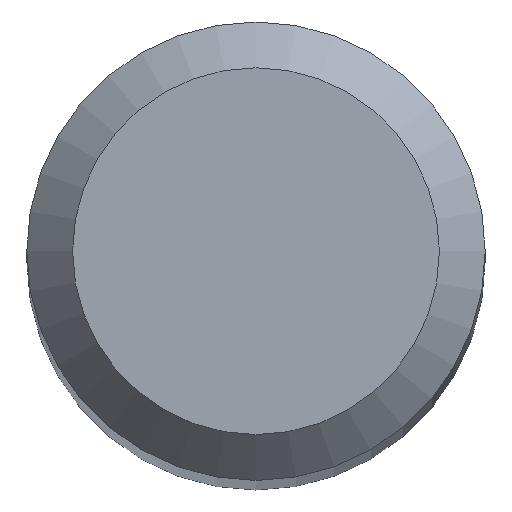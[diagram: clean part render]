
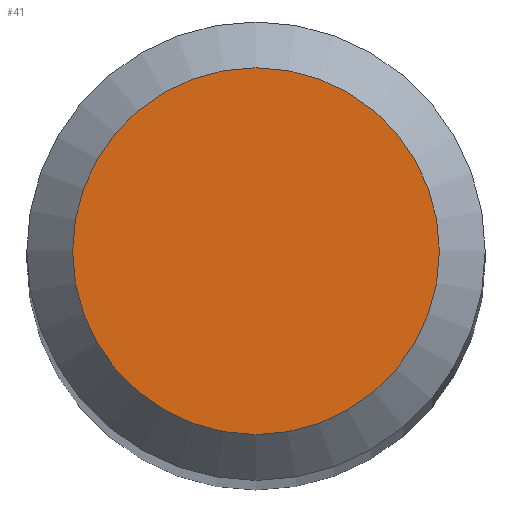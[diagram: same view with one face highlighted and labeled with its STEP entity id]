
A CAD part, top view. The second image highlights one B-rep face of the part: STEP entity #41.
In plain terms, the highlighted planar face has unit normal (0, 0, 1).
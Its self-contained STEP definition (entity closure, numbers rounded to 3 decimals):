
#16 = DIRECTION ( 'NONE',  ( -1., 0., 0. ) ) ;
#30 = CARTESIAN_POINT ( 'NONE',  ( 0., 0., 0. ) ) ;
#31 = VERTEX_POINT ( 'NONE', #102 ) ;
#37 = AXIS2_PLACEMENT_3D ( 'NONE', #30, #183, #55 ) ;
#41 = ADVANCED_FACE ( 'NONE', ( #52 ), #151, .F. ) ;
#52 = FACE_OUTER_BOUND ( 'NONE', #156, .T. ) ;
#55 = DIRECTION ( 'NONE',  ( -1., 0., 0. ) ) ;
#57 = CIRCLE ( 'NONE', #161, 1.6 ) ;
#58 = DIRECTION ( 'NONE',  ( 0., 0., -1. ) ) ;
#84 = EDGE_CURVE ( 'NONE', #31, #31, #57, .T. ) ;
#87 = ORIENTED_EDGE ( 'NONE', *, *, #84, .F. ) ;
#102 = CARTESIAN_POINT ( 'NONE',  ( -1.6, 0., 0. ) ) ;
#141 = CARTESIAN_POINT ( 'NONE',  ( 0., 0., 0. ) ) ;
#151 = PLANE ( 'NONE',  #37 ) ;
#156 = EDGE_LOOP ( 'NONE', ( #87 ) ) ;
#161 = AXIS2_PLACEMENT_3D ( 'NONE', #141, #58, #16 ) ;
#183 = DIRECTION ( 'NONE',  ( 0., 0., -1. ) ) ;
